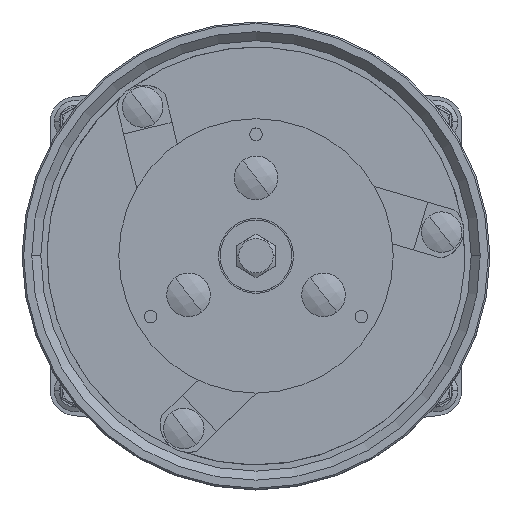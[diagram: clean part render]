
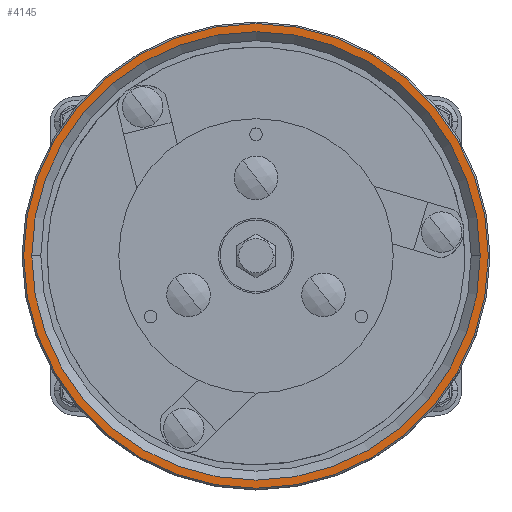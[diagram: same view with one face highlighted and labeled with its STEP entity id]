
A CAD part, top view. The second image highlights one B-rep face of the part: STEP entity #4145.
In plain terms, the highlighted planar face has unit normal (0, 0, 1).
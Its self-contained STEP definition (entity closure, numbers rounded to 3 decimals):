
#925 = CARTESIAN_POINT ( 'NONE',  ( 0., 0., 36.697 ) ) ;
#1982 = EDGE_CURVE ( 'NONE', #8143, #5295, #6270, .T. ) ;
#2354 = CARTESIAN_POINT ( 'NONE',  ( 71.9, 0., 36.697 ) ) ;
#2633 = DIRECTION ( 'NONE',  ( -1., 0., 0. ) ) ;
#3717 = CARTESIAN_POINT ( 'NONE',  ( -74.5, 0., 36.697 ) ) ;
#4138 = CARTESIAN_POINT ( 'NONE',  ( 0., 0., 36.697 ) ) ;
#4145 = ADVANCED_FACE ( 'NONE', ( #21465, #17495 ), #14558, .T. ) ;
#4501 = CARTESIAN_POINT ( 'NONE',  ( 0., 0., 36.697 ) ) ;
#4604 = DIRECTION ( 'NONE',  ( 0., 0., 1. ) ) ;
#4990 = EDGE_CURVE ( 'NONE', #12628, #20720, #19065, .T. ) ;
#5295 = VERTEX_POINT ( 'NONE', #20525 ) ;
#5838 = DIRECTION ( 'NONE',  ( -1., 0., 0. ) ) ;
#5842 = EDGE_CURVE ( 'NONE', #5295, #8143, #18236, .T. ) ;
#6186 = DIRECTION ( 'NONE',  ( 0., 0., 1. ) ) ;
#6270 = CIRCLE ( 'NONE', #17106, 74.5 ) ;
#6595 = EDGE_LOOP ( 'NONE', ( #12135, #17845 ) ) ;
#8143 = VERTEX_POINT ( 'NONE', #3717 ) ;
#8883 = DIRECTION ( 'NONE',  ( 0., 0., 1. ) ) ;
#10735 = ORIENTED_EDGE ( 'NONE', *, *, #21697, .T. ) ;
#12135 = ORIENTED_EDGE ( 'NONE', *, *, #1982, .T. ) ;
#12628 = VERTEX_POINT ( 'NONE', #2354 ) ;
#12690 = DIRECTION ( 'NONE',  ( 0., 0., -1. ) ) ;
#13190 = EDGE_LOOP ( 'NONE', ( #14247, #10735 ) ) ;
#14247 = ORIENTED_EDGE ( 'NONE', *, *, #4990, .T. ) ;
#14558 = PLANE ( 'NONE',  #21543 ) ;
#14653 = CARTESIAN_POINT ( 'NONE',  ( 0., 0., 36.697 ) ) ;
#15872 = DIRECTION ( 'NONE',  ( 0., 0., -1. ) ) ;
#16324 = DIRECTION ( 'NONE',  ( 1., 0., 0. ) ) ;
#17106 = AXIS2_PLACEMENT_3D ( 'NONE', #18957, #8883, #20650 ) ;
#17210 = AXIS2_PLACEMENT_3D ( 'NONE', #4138, #15872, #5838 ) ;
#17495 = FACE_BOUND ( 'NONE', #13190, .T. ) ;
#17845 = ORIENTED_EDGE ( 'NONE', *, *, #5842, .T. ) ;
#17949 = DIRECTION ( 'NONE',  ( 1., 0., 0. ) ) ;
#18236 = CIRCLE ( 'NONE', #19621, 74.5 ) ;
#18957 = CARTESIAN_POINT ( 'NONE',  ( 0., 0., 36.697 ) ) ;
#19065 = CIRCLE ( 'NONE', #21298, 71.9 ) ;
#19437 = CARTESIAN_POINT ( 'NONE',  ( -71.9, 0., 36.697 ) ) ;
#19512 = CIRCLE ( 'NONE', #17210, 71.9 ) ;
#19621 = AXIS2_PLACEMENT_3D ( 'NONE', #14653, #4604, #16324 ) ;
#20525 = CARTESIAN_POINT ( 'NONE',  ( 74.5, 0., 36.697 ) ) ;
#20650 = DIRECTION ( 'NONE',  ( 1., 0., 0. ) ) ;
#20720 = VERTEX_POINT ( 'NONE', #19437 ) ;
#21298 = AXIS2_PLACEMENT_3D ( 'NONE', #925, #12690, #2633 ) ;
#21465 = FACE_OUTER_BOUND ( 'NONE', #6595, .T. ) ;
#21543 = AXIS2_PLACEMENT_3D ( 'NONE', #4501, #6186, #17949 ) ;
#21697 = EDGE_CURVE ( 'NONE', #20720, #12628, #19512, .T. ) ;
